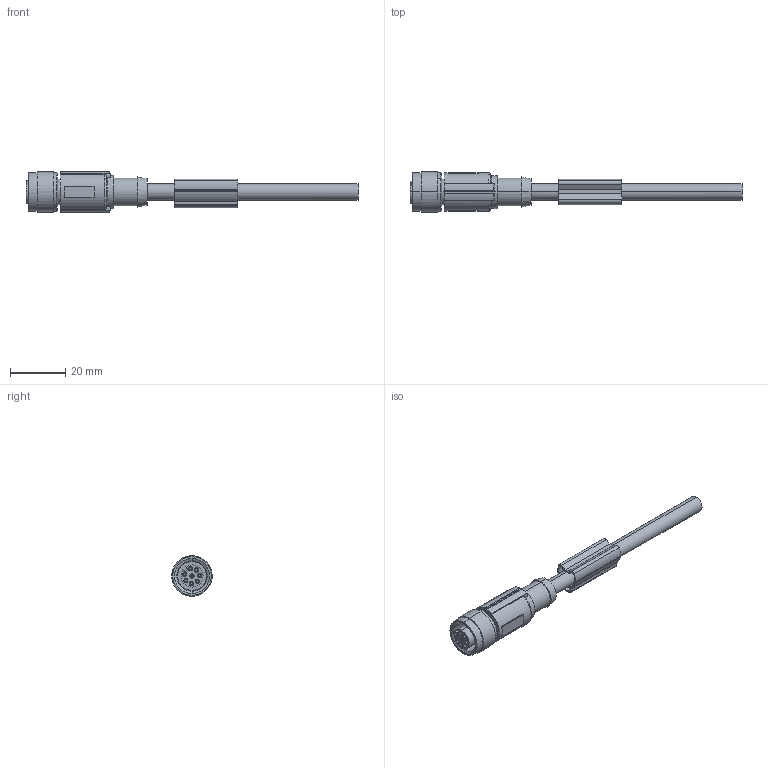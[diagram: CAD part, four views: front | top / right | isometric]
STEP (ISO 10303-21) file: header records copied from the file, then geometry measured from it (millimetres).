
FILE_DESCRIPTION(('HOOPS Exchange Step'),'2;1');
FILE_NAME('export-7032D746-A6B9-42D2-8674-7ED45045DB96.stp','2022-12-01T20:38:22+01:00',('Engineering'),('Alibre'),'HOOPS Exchange 2021.0','Alibre','Unknown authorisation');
FILE_SCHEMA( ('AP242_MANAGED_MODEL_BASED_3D_ENGINEERING_MIM_LF {1 0 10303 442 1 1 4 }') );
Length unit declared in the file: millimetre
Products named in the file (2): 6181-1 M12 8 Pole Cable L=15000mm FEMALE Straight Shielded with Openend; 6181 M12 8 Pole Cable L=15000mm FEMALE Straight Shielded with Openend
Assembly tree (1 placements, depth 2):
  6181 M12 8 Pole Cable L=15000mm FEMALE Straight Shielded with Openend
    6181-1 M12 8 Pole Cable L=15000mm FEMALE Straight Shielded with Openend
Bounding box: 120.65 x 14.7 x 15 mm (x, y, z)
Volume: 7922 mm3; surface area: 5941.4 mm2
Topology: 1 solids, 1 shells, 237 faces, 615 edges, 408 vertices
Faces by surface type: cylinder 110, plane 79, cone 22, bspline 18, torus 8
Entity records: 9919 total; most frequent: CARTESIAN_POINT 3847, ORIENTED_EDGE 1230, DIRECTION 1206, EDGE_CURVE 615, AXIS2_PLACEMENT_3D 471, VERTEX_POINT 408, EDGE_LOOP 271, FACE_BOUND 271
